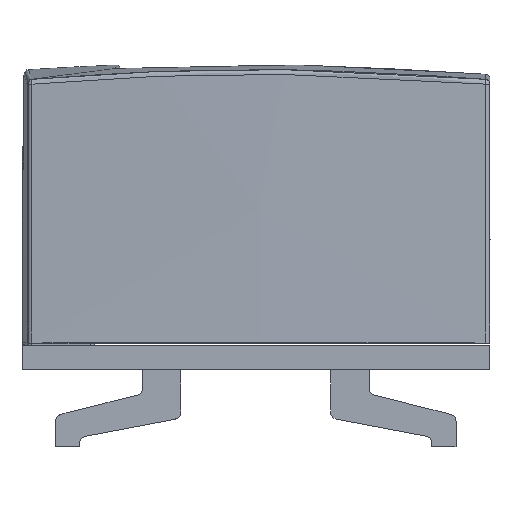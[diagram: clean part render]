
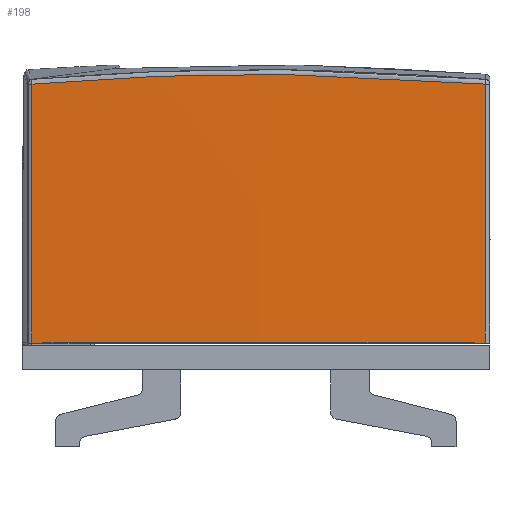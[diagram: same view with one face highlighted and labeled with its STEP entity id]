
A CAD part, left-side view. The second image highlights one B-rep face of the part: STEP entity #198.
In plain terms, the highlighted free-form (B-spline) face has degree [2, 3] with [3, 6] control points.
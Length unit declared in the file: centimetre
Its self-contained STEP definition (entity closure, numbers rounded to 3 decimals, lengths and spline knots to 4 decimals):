
#198=ADVANCED_FACE($,(#389),#2157,.T.);
#389=FACE_OUTER_BOUND($,#580,.T.);
#580=EDGE_LOOP($,(#1052,#1053,#1054,#1055));
#1052=ORIENTED_EDGE($,*,*,#1647,.T.);
#1053=ORIENTED_EDGE($,*,*,#1649,.T.);
#1054=ORIENTED_EDGE($,*,*,#1648,.T.);
#1055=ORIENTED_EDGE($,*,*,#1643,.F.);
#1643=EDGE_CURVE($,#1958,#1957,#2426,.T.);
#1647=EDGE_CURVE($,#1958,#1960,#2427,.T.);
#1648=EDGE_CURVE($,#1961,#1957,#2428,.T.);
#1649=EDGE_CURVE($,#1960,#1961,#2429,.T.);
#1957=VERTEX_POINT($,#5764);
#1958=VERTEX_POINT($,#5765);
#1960=VERTEX_POINT($,#5767);
#1961=VERTEX_POINT($,#5768);
#2157=(
BOUNDED_SURFACE()
B_SPLINE_SURFACE(2,3,((#5405,#5406,#5407,#5408,#5409,#5410),(#5411,#5412,
#5413,#5414,#5415,#5416),(#5417,#5418,#5419,#5420,#5421,#5422)),.UNSPECIFIED.,
.F.,.F.,.F.)
B_SPLINE_SURFACE_WITH_KNOTS((3,3),(4,2,4),(28.,82.1537),
(0.8714,43.5207,86.1701),.UNSPECIFIED.)
GEOMETRIC_REPRESENTATION_ITEM()
RATIONAL_B_SPLINE_SURFACE(((1.,1.,1.,1.,1.,1.),(1.,1.,1.,1.,1.,1.),(1.,1.,
1.,1.,1.,1.)))
REPRESENTATION_ITEM($)
SURFACE()
);
#2426=(
BOUNDED_CURVE()
B_SPLINE_CURVE(3,(#4897,#4898,#4899,#4900,#4901,#4902),.UNSPECIFIED.,.F.,
.F.)
B_SPLINE_CURVE_WITH_KNOTS((4,2,4),(0.8714,43.5207,86.1701),
.UNSPECIFIED.)
CURVE()
GEOMETRIC_REPRESENTATION_ITEM()
RATIONAL_B_SPLINE_CURVE((1.,1.,1.,1.,1.,1.))
REPRESENTATION_ITEM($)
);
#2427=(
BOUNDED_CURVE()
B_SPLINE_CURVE(3,(#4937,#4938,#4939,#4940),.UNSPECIFIED.,.F.,.F.)
B_SPLINE_CURVE_WITH_KNOTS((4,4),(0.0062,53.6686),.UNSPECIFIED.)
CURVE()
GEOMETRIC_REPRESENTATION_ITEM()
RATIONAL_B_SPLINE_CURVE((1.,1.,1.,1.))
REPRESENTATION_ITEM($)
);
#2428=(
BOUNDED_CURVE()
B_SPLINE_CURVE(3,(#4941,#4942,#4943,#4944),.UNSPECIFIED.,.F.,.F.)
B_SPLINE_CURVE_WITH_KNOTS((4,4),(0.8577,54.52),.UNSPECIFIED.)
CURVE()
GEOMETRIC_REPRESENTATION_ITEM()
RATIONAL_B_SPLINE_CURVE((1.,1.,1.,1.))
REPRESENTATION_ITEM($)
);
#2429=(
BOUNDED_CURVE()
B_SPLINE_CURVE(3,(#4945,#4946,#4947,#4948,#4949,#4950,#4951,#4952),.UNSPECIFIED.,
.F.,.F.)
B_SPLINE_CURVE_WITH_KNOTS((4,1,3,4),(0.8927,22.8229,
47.9069,94.921),.UNSPECIFIED.)
CURVE()
GEOMETRIC_REPRESENTATION_ITEM()
RATIONAL_B_SPLINE_CURVE((1.,1.,1.,1.,1.,1.,1.,1.))
REPRESENTATION_ITEM($)
);
#4897=CARTESIAN_POINT($,(11504.7421,-3310.955,5.5074));
#4898=CARTESIAN_POINT($,(11504.0995,-3295.309,5.6112));
#4899=CARTESIAN_POINT($,(11503.7777,-3279.6367,5.6633));
#4900=CARTESIAN_POINT($,(11503.7777,-3248.2911,5.6633));
#4901=CARTESIAN_POINT($,(11504.0995,-3232.6189,5.6112));
#4902=CARTESIAN_POINT($,(11504.7421,-3216.9729,5.5074));
#4937=CARTESIAN_POINT($,(11504.7421,-3310.955,5.5074));
#4938=CARTESIAN_POINT($,(11504.746,-3310.9506,23.3948));
#4939=CARTESIAN_POINT($,(11504.7499,-3310.9462,41.2823));
#4940=CARTESIAN_POINT($,(11504.7539,-3310.9418,59.1697));
#4941=CARTESIAN_POINT($,(11504.7539,-3216.986,59.1697));
#4942=CARTESIAN_POINT($,(11504.7499,-3216.9816,41.2823));
#4943=CARTESIAN_POINT($,(11504.746,-3216.9772,23.3948));
#4944=CARTESIAN_POINT($,(11504.7421,-3216.9729,5.5074));
#4945=CARTESIAN_POINT($,(11504.7539,-3310.9418,59.1697));
#4946=CARTESIAN_POINT($,(11504.5469,-3303.6577,59.8023));
#4947=CARTESIAN_POINT($,(11504.2068,-3288.0113,60.8419));
#4948=CARTESIAN_POINT($,(11504.0885,-3272.3303,61.2037));
#4949=CARTESIAN_POINT($,(11504.0885,-3263.9639,61.2037));
#4950=CARTESIAN_POINT($,(11504.0886,-3248.2829,61.2036));
#4951=CARTESIAN_POINT($,(11504.3102,-3232.6019,60.5259));
#4952=CARTESIAN_POINT($,(11504.7539,-3216.986,59.1697));
#5405=CARTESIAN_POINT($,(11504.7421,-3310.955,5.5074));
#5406=CARTESIAN_POINT($,(11504.0995,-3295.309,5.6112));
#5407=CARTESIAN_POINT($,(11503.7777,-3279.6367,5.6633));
#5408=CARTESIAN_POINT($,(11503.7777,-3248.2911,5.6633));
#5409=CARTESIAN_POINT($,(11504.0995,-3232.6189,5.6112));
#5410=CARTESIAN_POINT($,(11504.7421,-3216.9729,5.5074));
#5411=CARTESIAN_POINT($,(11504.7483,-3310.9561,32.6227));
#5412=CARTESIAN_POINT($,(11504.2062,-3295.3287,33.3479));
#5413=CARTESIAN_POINT($,(11503.9347,-3279.6466,33.7112));
#5414=CARTESIAN_POINT($,(11503.9347,-3248.2812,33.7112));
#5415=CARTESIAN_POINT($,(11504.2062,-3232.5992,33.3479));
#5416=CARTESIAN_POINT($,(11504.7483,-3216.9717,32.6227));
#5417=CARTESIAN_POINT($,(11504.7545,-3310.9573,59.738));
#5418=CARTESIAN_POINT($,(11504.3128,-3295.3485,61.0846));
#5419=CARTESIAN_POINT($,(11504.0916,-3279.6565,61.7591));
#5420=CARTESIAN_POINT($,(11504.0916,-3248.2713,61.7591));
#5421=CARTESIAN_POINT($,(11504.3128,-3232.5796,61.0847));
#5422=CARTESIAN_POINT($,(11504.7545,-3216.9705,59.738));
#5764=CARTESIAN_POINT($,(11504.7421,-3216.9729,5.5074));
#5765=CARTESIAN_POINT($,(11504.7421,-3310.955,5.5074));
#5767=CARTESIAN_POINT($,(11504.7539,-3310.9418,59.1697));
#5768=CARTESIAN_POINT($,(11504.7539,-3216.986,59.1697));
